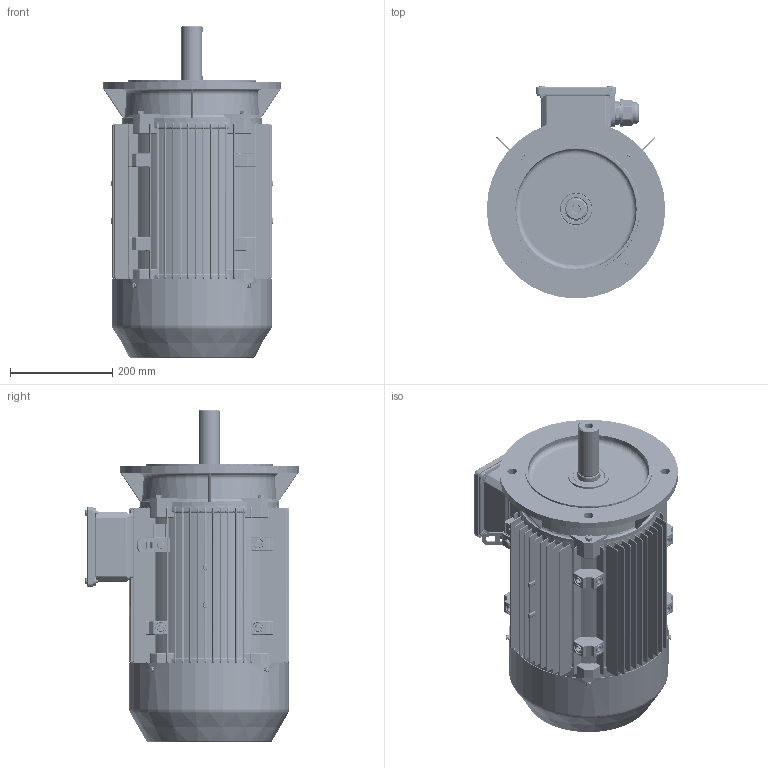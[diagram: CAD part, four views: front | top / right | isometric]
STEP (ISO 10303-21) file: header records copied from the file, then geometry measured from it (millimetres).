
FILE_DESCRIPTION(/* description */ (''),/* implementation_level */ '2;1');
FILE_NAME(/* name */ 'JL-160L-B5.stp',/* time_stamp */ '2018-12-30T15:38:34+08:00',/* author */ (''),/* organization */ (''),/* preprocessor_version */ 'ST-DEVELOPER v16.7',/* originating_system */ 'SIEMENS PLM Software NX 12.0',/* authorisation */ '');
FILE_SCHEMA (('AP203_CONFIGURATION_CONTROLLED_3D_DESIGN_OF_MECHANICAL_PARTS_AND_ASSEMBLIES_MIM_LF { 1 0 10303 403 2 1 2}'));
Products named in the file (1): JL-160L-B5
Bounding box: 350 x 417.7 x 650.91 mm (x, y, z)
Volume: 7330736 mm3; surface area: 2773577.9 mm2
Topology: 57 solids, 57 shells, 8087 faces, 21033 edges, 13300 vertices
Faces by surface type: plane 3770, cylinder 1966, bspline 1127, torus 759, sphere 238, cone 227
Full cylindrical faces by diameter (mm): 4.48 x5, 5 x7, 5.3 x5, 5.35 x4, 6 x4, 7.188 x8, 8 x11, 8.58 x2, 9.1 x8, 10 x5, 12.1 x2, 14.785 x2, 16 x1, 18 x2, 27.5 x2, 32.5 x4, 38.75 x12, 40 x4, 41.25 x12, 43.125 x2, 45 x2, 53.125 x2, 62 x2, 260 x1, 263 x2, 311.02 x1, 314.02 x1
Entity records: 299645 total; most frequent: CARTESIAN_POINT 111925, ORIENTED_EDGE 41386, DIRECTION 34139, EDGE_CURVE 20693, VERTEX_POINT 13172, LINE 11505, VECTOR 11505, AXIS2_PLACEMENT_3D 11317
